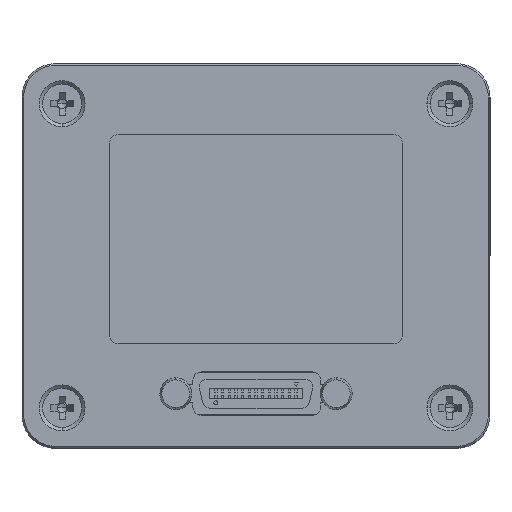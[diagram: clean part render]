
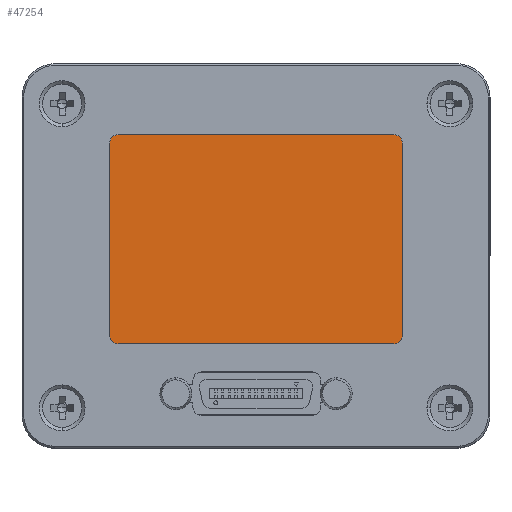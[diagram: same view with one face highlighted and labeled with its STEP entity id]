
A CAD part, top view. The second image highlights one B-rep face of the part: STEP entity #47254.
In plain terms, the highlighted planar face has unit normal (0, 0, 1).
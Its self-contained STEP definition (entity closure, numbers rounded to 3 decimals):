
#2164 = DIRECTION ( 'NONE',  ( 0., 0., 1. ) ) ;
#4265 = AXIS2_PLACEMENT_3D ( 'NONE', #43516, #102755, #51987 ) ;
#4565 = CARTESIAN_POINT ( 'NONE',  ( -17.5, 13.5, 27.99 ) ) ;
#4777 = VERTEX_POINT ( 'NONE', #93156 ) ;
#6236 = CARTESIAN_POINT ( 'NONE',  ( -16.5, -9.5, 27.99 ) ) ;
#9614 = LINE ( 'NONE', #43389, #106437 ) ;
#10393 = VERTEX_POINT ( 'NONE', #91271 ) ;
#11313 = LINE ( 'NONE', #84629, #65582 ) ;
#13382 = DIRECTION ( 'NONE',  ( -1., 0., 0. ) ) ;
#14555 = CARTESIAN_POINT ( 'NONE',  ( -16.5, -9.5, 27.99 ) ) ;
#14800 = DIRECTION ( 'NONE',  ( 1., 0., 0. ) ) ;
#15886 = CARTESIAN_POINT ( 'NONE',  ( 17.5, 13.5, 27.99 ) ) ;
#17464 = EDGE_LOOP ( 'NONE', ( #61702, #55330, #53615, #33756, #75133, #66239, #50183, #83871 ) ) ;
#19703 = AXIS2_PLACEMENT_3D ( 'NONE', #6236, #65441, #14800 ) ;
#20199 = EDGE_CURVE ( 'NONE', #88578, #55410, #11313, .T. ) ;
#21115 = CARTESIAN_POINT ( 'NONE',  ( 17.5, 13.5, 27.99 ) ) ;
#22982 = PLANE ( 'NONE',  #19703 ) ;
#23091 = DIRECTION ( 'NONE',  ( 1., 0., 0. ) ) ;
#23965 = AXIS2_PLACEMENT_3D ( 'NONE', #52942, #2164, #61456 ) ;
#24553 = CIRCLE ( 'NONE', #23965, 1. ) ;
#25454 = DIRECTION ( 'NONE',  ( 1., 0., 0. ) ) ;
#32783 = EDGE_CURVE ( 'NONE', #78347, #10393, #47329, .T. ) ;
#33756 = ORIENTED_EDGE ( 'NONE', *, *, #20199, .T. ) ;
#39641 = EDGE_CURVE ( 'NONE', #10393, #68518, #73807, .T. ) ;
#41459 = VERTEX_POINT ( 'NONE', #4565 ) ;
#43389 = CARTESIAN_POINT ( 'NONE',  ( -17.5, 13.5, 27.99 ) ) ;
#43516 = CARTESIAN_POINT ( 'NONE',  ( 16.5, -9.5, 27.99 ) ) ;
#44304 = FACE_OUTER_BOUND ( 'NONE', #17464, .T. ) ;
#44558 = CARTESIAN_POINT ( 'NONE',  ( 17.5, -9.5, 27.99 ) ) ;
#45158 = VERTEX_POINT ( 'NONE', #44558 ) ;
#46045 = VECTOR ( 'NONE', #13382, 1000. ) ;
#47025 = EDGE_CURVE ( 'NONE', #68518, #41459, #24553, .T. ) ;
#47254 = ADVANCED_FACE ( 'NONE', ( #44304 ), #22982, .T. ) ;
#47329 = CIRCLE ( 'NONE', #81271, 1. ) ;
#48763 = EDGE_CURVE ( 'NONE', #55410, #45158, #59438, .T. ) ;
#49860 = CARTESIAN_POINT ( 'NONE',  ( 16.5, 13.5, 27.99 ) ) ;
#50183 = ORIENTED_EDGE ( 'NONE', *, *, #32783, .T. ) ;
#51987 = DIRECTION ( 'NONE',  ( 1., 0., 0. ) ) ;
#52942 = CARTESIAN_POINT ( 'NONE',  ( -16.5, 13.5, 27.99 ) ) ;
#53615 = ORIENTED_EDGE ( 'NONE', *, *, #83942, .T. ) ;
#55330 = ORIENTED_EDGE ( 'NONE', *, *, #69158, .T. ) ;
#55410 = VERTEX_POINT ( 'NONE', #72135 ) ;
#58340 = DIRECTION ( 'NONE',  ( 1., 0., 0. ) ) ;
#59438 = CIRCLE ( 'NONE', #4265, 1. ) ;
#61456 = DIRECTION ( 'NONE',  ( 1., 0., 0. ) ) ;
#61702 = ORIENTED_EDGE ( 'NONE', *, *, #47025, .T. ) ;
#65441 = DIRECTION ( 'NONE',  ( 0., 0., 1. ) ) ;
#65582 = VECTOR ( 'NONE', #25454, 1000. ) ;
#66239 = ORIENTED_EDGE ( 'NONE', *, *, #93009, .T. ) ;
#68518 = VERTEX_POINT ( 'NONE', #74278 ) ;
#69158 = EDGE_CURVE ( 'NONE', #41459, #4777, #9614, .T. ) ;
#72135 = CARTESIAN_POINT ( 'NONE',  ( 16.5, -10.5, 27.99 ) ) ;
#73735 = DIRECTION ( 'NONE',  ( 0., 0., 1. ) ) ;
#73807 = LINE ( 'NONE', #106370, #46045 ) ;
#74278 = CARTESIAN_POINT ( 'NONE',  ( -16.5, 14.5, 27.99 ) ) ;
#74705 = AXIS2_PLACEMENT_3D ( 'NONE', #14555, #73735, #23091 ) ;
#75133 = ORIENTED_EDGE ( 'NONE', *, *, #48763, .T. ) ;
#78347 = VERTEX_POINT ( 'NONE', #21115 ) ;
#81271 = AXIS2_PLACEMENT_3D ( 'NONE', #49860, #109070, #58340 ) ;
#83311 = DIRECTION ( 'NONE',  ( 0., 1., 0. ) ) ;
#83871 = ORIENTED_EDGE ( 'NONE', *, *, #39641, .T. ) ;
#83942 = EDGE_CURVE ( 'NONE', #4777, #88578, #107276, .T. ) ;
#84629 = CARTESIAN_POINT ( 'NONE',  ( -16.5, -10.5, 27.99 ) ) ;
#88578 = VERTEX_POINT ( 'NONE', #101549 ) ;
#91271 = CARTESIAN_POINT ( 'NONE',  ( 16.5, 14.5, 27.99 ) ) ;
#93009 = EDGE_CURVE ( 'NONE', #45158, #78347, #105611, .T. ) ;
#93156 = CARTESIAN_POINT ( 'NONE',  ( -17.5, -9.5, 27.99 ) ) ;
#101549 = CARTESIAN_POINT ( 'NONE',  ( -16.5, -10.5, 27.99 ) ) ;
#102623 = DIRECTION ( 'NONE',  ( 0., -1., 0. ) ) ;
#102755 = DIRECTION ( 'NONE',  ( 0., 0., 1. ) ) ;
#102912 = VECTOR ( 'NONE', #83311, 1000. ) ;
#105611 = LINE ( 'NONE', #15886, #102912 ) ;
#106370 = CARTESIAN_POINT ( 'NONE',  ( -16.5, 14.5, 27.99 ) ) ;
#106437 = VECTOR ( 'NONE', #102623, 1000. ) ;
#107276 = CIRCLE ( 'NONE', #74705, 1. ) ;
#109070 = DIRECTION ( 'NONE',  ( 0., 0., 1. ) ) ;
